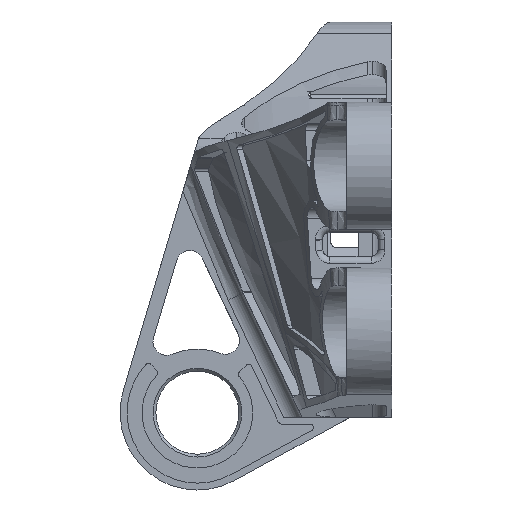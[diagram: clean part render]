
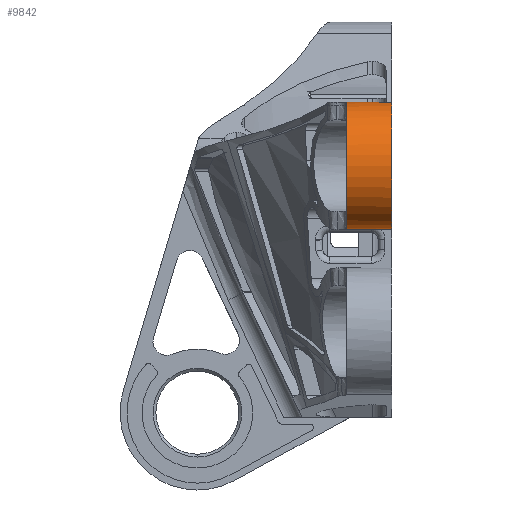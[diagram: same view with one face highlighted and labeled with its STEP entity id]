
A CAD part, left-side view. The second image highlights one B-rep face of the part: STEP entity #9842.
In plain terms, the highlighted cylindrical face has radius 14.605 mm (diameter 29.21 mm), a partial arc.
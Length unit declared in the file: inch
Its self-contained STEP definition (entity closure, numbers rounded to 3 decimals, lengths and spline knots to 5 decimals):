
#1100 = EDGE_CURVE ( 'NONE', #13437, #13439, #9478, .T. ) ;
#1117 = EDGE_CURVE ( 'NONE', #13441, #13426, #7236, .T. ) ;
#1124 = EDGE_CURVE ( 'NONE', #13439, #13441, #7239, .T. ) ;
#1134 = EDGE_CURVE ( 'NONE', #13422, #13437, #7246, .T. ) ;
#1158 = EDGE_CURVE ( 'NONE', #13420, #13422, #9482, .T. ) ;
#1171 = EDGE_CURVE ( 'NONE', #13420, #13426, #7260, .T. ) ;
#3352 = AXIS2_PLACEMENT_3D ( 'NONE', #4940, #4941, #4942 ) ;
#3357 = AXIS2_PLACEMENT_3D ( 'NONE', #4972, #4973, #4974 ) ;
#4907 = CARTESIAN_POINT ( 'NONE',  ( -3.00218, 0.41044, 0.17994 ) ) ;
#4908 = CARTESIAN_POINT ( 'NONE',  ( -3.01308, 0.409, 0.18172 ) ) ;
#4909 = CARTESIAN_POINT ( 'NONE',  ( -3.02417, 0.409, 0.18387 ) ) ;
#4910 = CARTESIAN_POINT ( 'NONE',  ( -2.98611, 0.41479, 0.17777 ) ) ;
#4911 = CARTESIAN_POINT ( 'NONE',  ( -2.98077, 0.41662, 0.17712 ) ) ;
#4912 = CARTESIAN_POINT ( 'NONE',  ( -2.9705, 0.42093, 0.17603 ) ) ;
#4913 = CARTESIAN_POINT ( 'NONE',  ( -2.96554, 0.42342, 0.17557 ) ) ;
#4914 = CARTESIAN_POINT ( 'NONE',  ( -2.95117, 0.43186, 0.17441 ) ) ;
#4915 = CARTESIAN_POINT ( 'NONE',  ( -2.94219, 0.4389, 0.17393 ) ) ;
#4916 = CARTESIAN_POINT ( 'NONE',  ( -2.93054, 0.45088, 0.17353 ) ) ;
#4917 = CARTESIAN_POINT ( 'NONE',  ( -2.92693, 0.45512, 0.17344 ) ) ;
#4918 = CARTESIAN_POINT ( 'NONE',  ( -2.92027, 0.46412, 0.17333 ) ) ;
#4919 = CARTESIAN_POINT ( 'NONE',  ( -2.9172, 0.46889, 0.17332 ) ) ;
#4920 = CARTESIAN_POINT ( 'NONE',  ( -2.9145, 0.47382, 0.17332 ) ) ;
#4939 = DIRECTION ( 'NONE',  ( 0., -1., 0. ) ) ;
#4940 = CARTESIAN_POINT ( 'NONE',  ( -2.9145, 0., 0.74832 ) ) ;
#4941 = DIRECTION ( 'NONE',  ( 0., 1., 0. ) ) ;
#4942 = DIRECTION ( 'NONE',  ( 0., 0., 1. ) ) ;
#4948 = CARTESIAN_POINT ( 'NONE',  ( -2.9145, 0.9, 0.17332 ) ) ;
#4972 = CARTESIAN_POINT ( 'NONE',  ( -2.9145, 0.409, 0.74832 ) ) ;
#4973 = DIRECTION ( 'NONE',  ( 0., -1., 0. ) ) ;
#4974 = DIRECTION ( 'NONE',  ( 0., 0., -1. ) ) ;
#4996 = CARTESIAN_POINT ( 'NONE',  ( -2.9145, 0.48356, 1.32332 ) ) ;
#5000 = CARTESIAN_POINT ( 'NONE',  ( -2.91693, 0.47805, 1.32332 ) ) ;
#7236 = CIRCLE ( 'NONE', #3352, 0.575 ) ;
#7239 = LINE ( 'NONE', #4948, #7242 ) ;
#7242 = VECTOR ( 'NONE', #4939, 39.37008 ) ;
#7246 = CIRCLE ( 'NONE', #3357, 0.575 ) ;
#7260 = LINE ( 'NONE', #14649, #7262 ) ;
#7262 = VECTOR ( 'NONE', #14650, 39.37008 ) ;
#9478 = B_SPLINE_CURVE_WITH_KNOTS ( 'NONE', 3,
 ( #4909, #4908, #4907, #4910, #4911, #4912, #4913, #4914, #4915, #4916, #4917, #4918, #4919, #4920 ),
 .UNSPECIFIED., .F., .F.,
 ( 4, 2, 2, 2, 2, 2, 4 ),
 ( 0., 0.00085, 0.00127, 0.0017, 0.00255, 0.00297, 0.00339 ),
 .UNSPECIFIED. ) ;
#9482 = B_SPLINE_CURVE_WITH_KNOTS ( 'NONE', 3,
 ( #4996, #5000, #14625, #14626, #14627, #14628, #14629, #14630, #14631, #14632, #14633, #14634, #14635, #14636 ),
 .UNSPECIFIED., .F., .F.,
 ( 4, 2, 2, 2, 2, 2, 4 ),
 ( 0.00039, 0.00085, 0.0013, 0.00176, 0.00222, 0.00314, 0.00405 ),
 .UNSPECIFIED. ) ;
#9842 = ADVANCED_FACE ( 'NONE', ( #18710 ), #18717, .T. ) ;
#13420 = VERTEX_POINT ( 'NONE', #25361 ) ;
#13422 = VERTEX_POINT ( 'NONE', #25362 ) ;
#13426 = VERTEX_POINT ( 'NONE', #25364 ) ;
#13437 = VERTEX_POINT ( 'NONE', #25369 ) ;
#13439 = VERTEX_POINT ( 'NONE', #25370 ) ;
#13441 = VERTEX_POINT ( 'NONE', #25371 ) ;
#14625 = CARTESIAN_POINT ( 'NONE',  ( -2.91975, 0.47273, 1.3233 ) ) ;
#14626 = CARTESIAN_POINT ( 'NONE',  ( -2.92617, 0.46249, 1.32321 ) ) ;
#14627 = CARTESIAN_POINT ( 'NONE',  ( -2.9298, 0.45754, 1.32313 ) ) ;
#14628 = CARTESIAN_POINT ( 'NONE',  ( -2.93764, 0.44834, 1.32286 ) ) ;
#14629 = CARTESIAN_POINT ( 'NONE',  ( -2.94186, 0.44406, 1.32268 ) ) ;
#14630 = CARTESIAN_POINT ( 'NONE',  ( -2.9509, 0.43611, 1.32218 ) ) ;
#14631 = CARTESIAN_POINT ( 'NONE',  ( -2.95576, 0.43243, 1.32186 ) ) ;
#14632 = CARTESIAN_POINT ( 'NONE',  ( -2.97102, 0.42253, 1.32062 ) ) ;
#14633 = CARTESIAN_POINT ( 'NONE',  ( -2.9819, 0.41753, 1.31947 ) ) ;
#14634 = CARTESIAN_POINT ( 'NONE',  ( -3.00506, 0.4107, 1.31626 ) ) ;
#14635 = CARTESIAN_POINT ( 'NONE',  ( -3.01691, 0.409, 1.31425 ) ) ;
#14636 = CARTESIAN_POINT ( 'NONE',  ( -3.02887, 0.409, 1.31183 ) ) ;
#14649 = CARTESIAN_POINT ( 'NONE',  ( -2.9145, 0.9, 1.32332 ) ) ;
#14650 = DIRECTION ( 'NONE',  ( 0., -1., 0. ) ) ;
#16263 = ORIENTED_EDGE ( 'NONE', *, *, #1171, .F. ) ;
#16264 = ORIENTED_EDGE ( 'NONE', *, *, #1158, .T. ) ;
#16265 = ORIENTED_EDGE ( 'NONE', *, *, #1134, .T. ) ;
#16266 = ORIENTED_EDGE ( 'NONE', *, *, #1100, .T. ) ;
#16267 = ORIENTED_EDGE ( 'NONE', *, *, #1124, .T. ) ;
#16268 = ORIENTED_EDGE ( 'NONE', *, *, #1117, .T. ) ;
#18018 = EDGE_LOOP ( 'NONE', ( #16263, #16264, #16265, #16266, #16267, #16268 ) ) ;
#18710 = FACE_OUTER_BOUND ( 'NONE', #18018, .T. ) ;
#18717 = CYLINDRICAL_SURFACE ( 'NONE', #23067, 0.575 ) ;
#20673 = DIRECTION ( 'NONE',  ( 0., 0., -1. ) ) ;
#20675 = DIRECTION ( 'NONE',  ( 0., -1., 0. ) ) ;
#20677 = CARTESIAN_POINT ( 'NONE',  ( -2.9145, 0.9, 0.74832 ) ) ;
#23067 = AXIS2_PLACEMENT_3D ( 'NONE', #20677, #20675, #20673 ) ;
#25361 = CARTESIAN_POINT ( 'NONE',  ( -2.9145, 0.48356, 1.32332 ) ) ;
#25362 = CARTESIAN_POINT ( 'NONE',  ( -3.02887, 0.409, 1.31183 ) ) ;
#25364 = CARTESIAN_POINT ( 'NONE',  ( -2.9145, 0., 1.32332 ) ) ;
#25369 = CARTESIAN_POINT ( 'NONE',  ( -3.02417, 0.409, 0.18387 ) ) ;
#25370 = CARTESIAN_POINT ( 'NONE',  ( -2.9145, 0.47382, 0.17332 ) ) ;
#25371 = CARTESIAN_POINT ( 'NONE',  ( -2.9145, 0., 0.17332 ) ) ;
